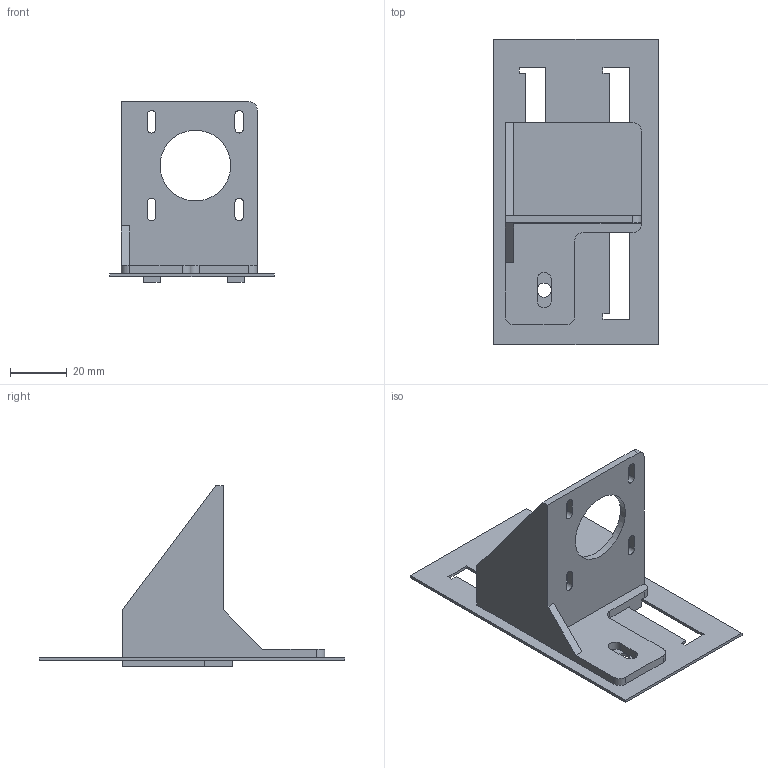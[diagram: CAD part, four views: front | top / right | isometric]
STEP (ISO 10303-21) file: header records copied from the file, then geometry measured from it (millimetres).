
FILE_DESCRIPTION(/* description */ (''),/* implementation_level */ '2;1');
FILE_NAME(/* name */ 'Right Extruder Mount v5.step',/* time_stamp */ '2024-04-16T22:38:04-04:00',/* author */ (''),/* organization */ (''),/* preprocessor_version */ 'ST-DEVELOPER v20',/* originating_system */ 'Autodesk Translation Framework v12.20.1.177',/* authorisation */ '');
FILE_SCHEMA (('AUTOMOTIVE_DESIGN { 1 0 10303 214 3 1 1 }'));
Length unit declared in the file: millimetre
Products named in the file (3): Right Extruder Mount; Metal Base; Mounting Plate
Assembly tree (2 placements, depth 2):
  Right Extruder Mount
    Metal Base
    Mounting Plate
Bounding box: 58.1 x 108 x 64 mm (x, y, z)
Volume: 44246 mm3; surface area: 25112.3 mm2
Topology: 2 solids, 2 shells, 87 faces, 244 edges, 162 vertices
Faces by surface type: plane 67, cylinder 20
Full cylindrical faces by diameter (mm): 5 x1, 25 x1
Entity records: 2914 total; most frequent: CARTESIAN_POINT 498, ORIENTED_EDGE 488, DIRECTION 468, EDGE_CURVE 244, LINE 204, VECTOR 204, VERTEX_POINT 162, AXIS2_PLACEMENT_3D 132
